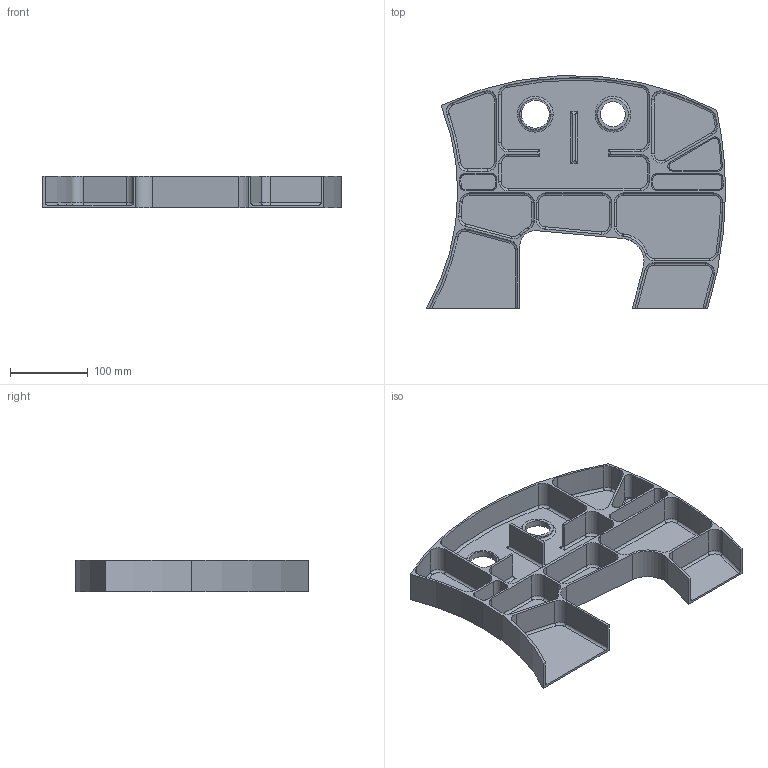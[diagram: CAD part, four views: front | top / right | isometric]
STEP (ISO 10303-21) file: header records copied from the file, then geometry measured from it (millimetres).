
FILE_DESCRIPTION (( 'STEP AP214' ), '1' );
FILE_NAME ('cutting_workpiece1.STEP', '2021-05-27T09:29:23', ( '' ), ( '' ), 'SwSTEP 2.0', 'SolidWorks 2020', '' );
FILE_SCHEMA (( 'AUTOMOTIVE_DESIGN' ));
Length unit declared in the file: millimetre
Products named in the file (1): cutting_workpiece1
Bounding box: 385.19 x 299.53 x 40 mm (x, y, z)
Volume: 584773.8 mm3; surface area: 345480.1 mm2
Topology: 1 solids, 1 shells, 248 faces, 599 edges, 365 vertices
Faces by surface type: cylinder 122, bspline 63, plane 63
Entity records: 8549 total; most frequent: CARTESIAN_POINT 2967, ORIENTED_EDGE 1198, DIRECTION 1145, EDGE_CURVE 599, AXIS2_PLACEMENT_3D 438, VERTEX_POINT 365, VECTOR 269, LINE 269
